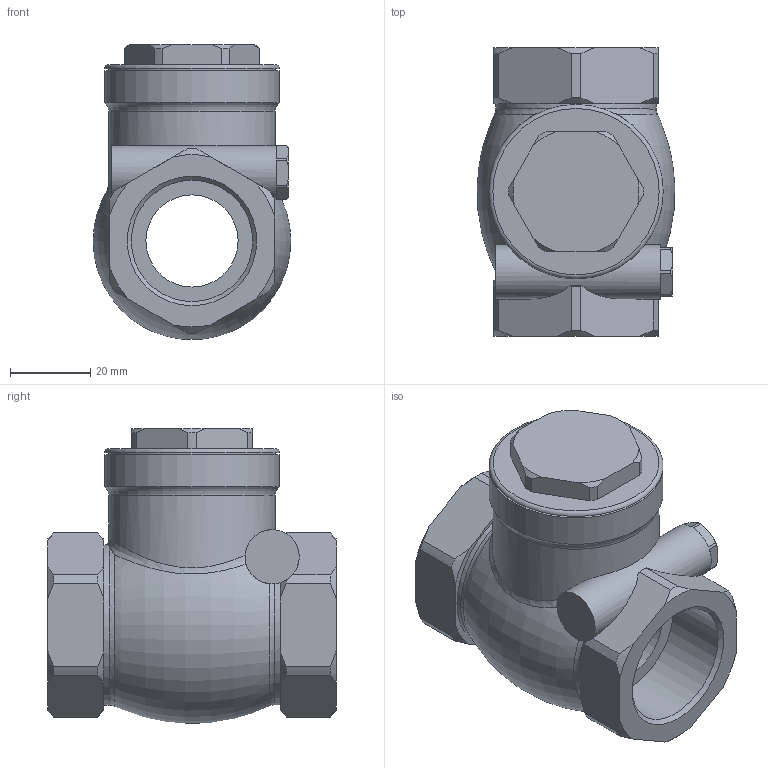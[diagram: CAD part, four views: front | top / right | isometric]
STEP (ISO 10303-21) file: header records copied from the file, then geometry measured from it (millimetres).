
FILE_DESCRIPTION(/* description */ ('Unknown'),/* implementation_level */ '2;1');
FILE_NAME(/* name */ '2200_2202-06',/* time_stamp */ '2024-06-17T10:37:36+02:00',/* author */ ('Unknown'),/* organization */ ('Unknown'),/* preprocessor_version */ 'ST-DEVELOPER v19.4',/* originating_system */ 'Solid Edge',/* authorisation */ 'Unknown');
FILE_SCHEMA (('AUTOMOTIVE_DESIGN {1 0 10303 214 3 1 1}'));
Length unit declared in the file: millimetre
Products named in the file (1): 3.606_607.025
Bounding box: 49.31 x 72 x 73.59 mm (x, y, z)
Volume: 111951.7 mm3; surface area: 23326.2 mm2
Topology: 1 solids, 1 shells, 114 faces, 318 edges, 212 vertices
Faces by surface type: plane 42, cone 38, cylinder 28, torus 5, bspline 1
Full cylindrical faces by diameter (mm): 13.5 x1, 23 x1, 30.291 x2, 40 x1, 41.5 x2, 43.5 x1
Entity records: 4591 total; most frequent: CARTESIAN_POINT 1040, ORIENTED_EDGE 592, DIRECTION 537, EDGE_CURVE 296, AXIS2_PLACEMENT_3D 220, VERTEX_POINT 203, EDGE_LOOP 133, FACE_BOUND 133
